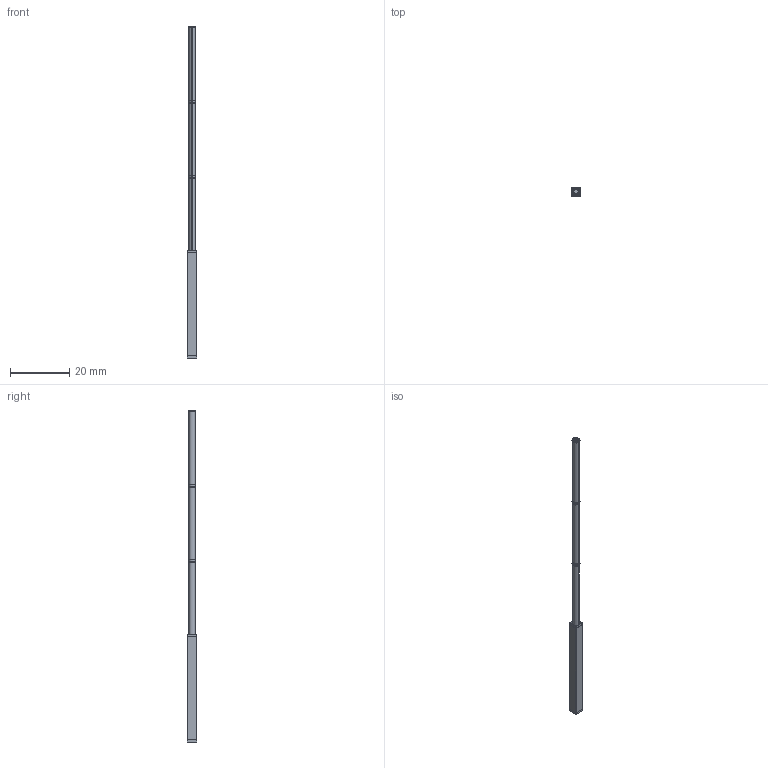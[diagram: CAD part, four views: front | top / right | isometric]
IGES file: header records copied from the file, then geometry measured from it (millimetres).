
Start section:  PTC IGES file: 161933.igs
Global section: file name: 161933.igs; native system: Creo Parametric by Parametric Technology Corporation; preprocessor: 2013230; author: pdmadmin; organization: Unknown; date: 20160201.145454; units: millimetre
Bounding box: 3.3 x 3.3 x 112.46 mm (x, y, z)
Volume: 431.1 mm3; surface area: 6861.7 mm2
Topology: 5 solids, 5 shells, 80 faces, 380 edges, 479 vertices
Faces by surface type: revolution 48, bspline 32
